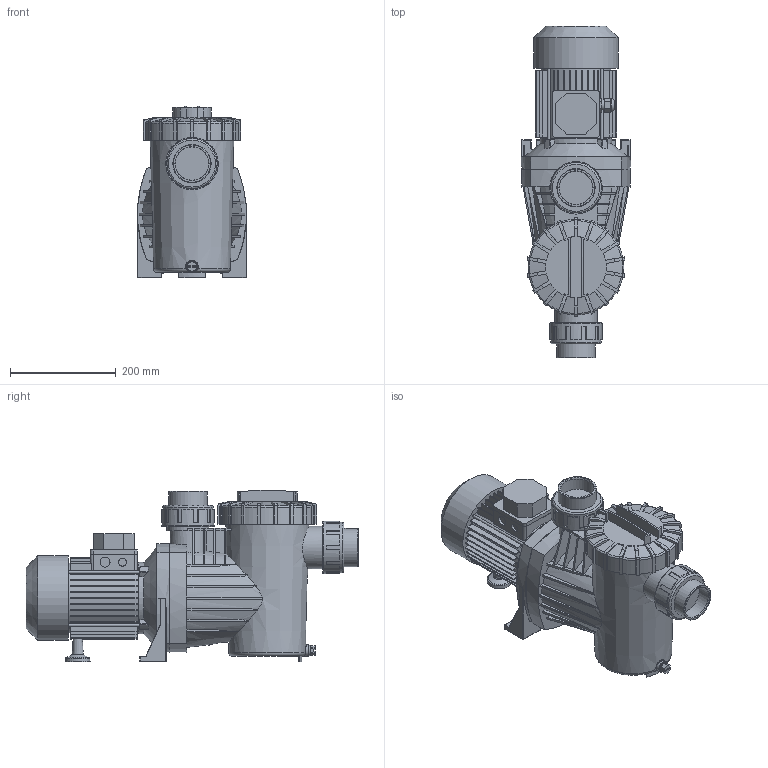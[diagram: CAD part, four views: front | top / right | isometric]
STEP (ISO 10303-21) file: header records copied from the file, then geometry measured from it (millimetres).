
FILE_DESCRIPTION(/* description */ ('Unknown'),/* implementation_level */ '2;1');
FILE_NAME(/* name */ 'WINNER MEC80',/* time_stamp */ '2018-11-03T18:39:15+01:00',/* author */ ('Unknown'),/* organization */ ('Unknown'),/* preprocessor_version */ 'ST-DEVELOPER v16.7',/* originating_system */ 'DEX',/* authorisation */ $);
FILE_SCHEMA (('AUTOMOTIVE_DESIGN {1 0 10303 214 3 1 1}'));
Length unit declared in the file: millimetre
Products named in the file (1): WINNER MEC80
Bounding box: 206.5 x 628 x 324.46 mm (x, y, z)
Volume: 15597763.8 mm3; surface area: 720135.4 mm2
Topology: 1 solids, 1 shells, 1073 faces, 2816 edges, 1762 vertices
Faces by surface type: plane 588, cylinder 258, torus 79, cone 63, bspline 53, sphere 32
Full cylindrical faces by diameter (mm): 5 x4, 13 x1, 15 x2, 19 x3, 20 x1, 21.99 x1, 23 x1, 63 x2, 72.286 x2, 79.997 x2, 95.04 x2, 99 x2, 134 x1, 160 x1, 195 x1
Entity records: 41026 total; most frequent: CARTESIAN_POINT 7813, ORIENTED_EDGE 5406, DIRECTION 5283, EDGE_CURVE 2703, AXIS2_PLACEMENT_3D 1904, VERTEX_POINT 1729, LINE 1475, VECTOR 1475
